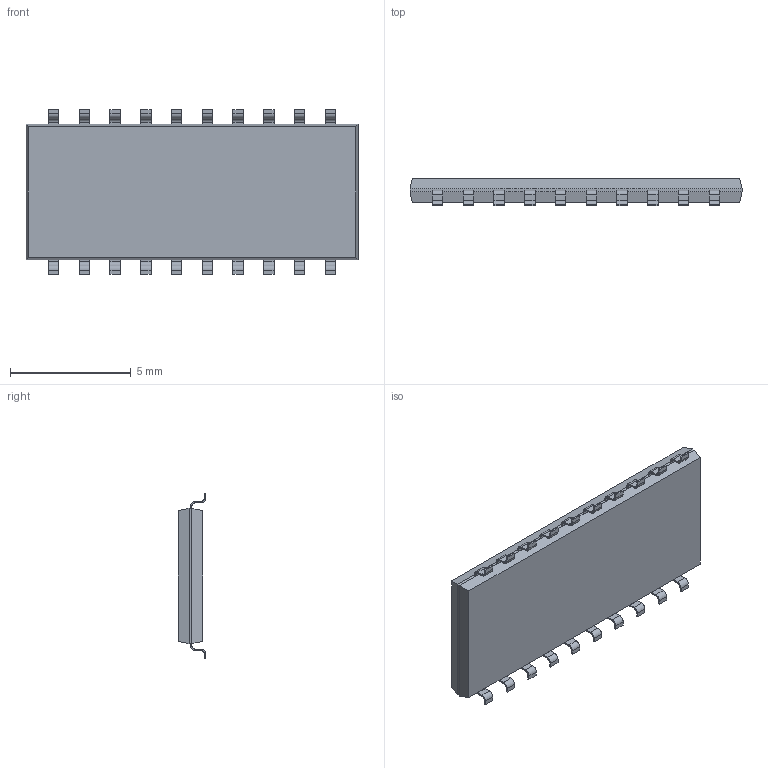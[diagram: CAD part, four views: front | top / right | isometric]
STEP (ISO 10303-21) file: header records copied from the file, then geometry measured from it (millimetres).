
FILE_DESCRIPTION (( 'STEP AP214' ), '1' );
FILE_NAME ('ArrayResistors-10res.STEP', '2020-11-17T06:54:06', ( '' ), ( '' ), 'SwSTEP 2.0', 'SolidWorks 2020', '' );
FILE_SCHEMA (( 'AUTOMOTIVE_DESIGN' ));
Length unit declared in the file: millimetre
Products named in the file (1): ArrayResistors-10res
Bounding box: 13.72 x 1.15 x 6.81 mm (x, y, z)
Volume: 76.7 mm3; surface area: 206.6 mm2
Topology: 11 solids, 11 shells, 284 faces, 758 edges, 496 vertices
Faces by surface type: plane 204, cylinder 80
Entity records: 11278 total; most frequent: CARTESIAN_POINT 1539, ORIENTED_EDGE 1516, DIRECTION 1488, EDGE_CURVE 758, LINE 598, VECTOR 598, VERTEX_POINT 496, AXIS2_PLACEMENT_3D 445
